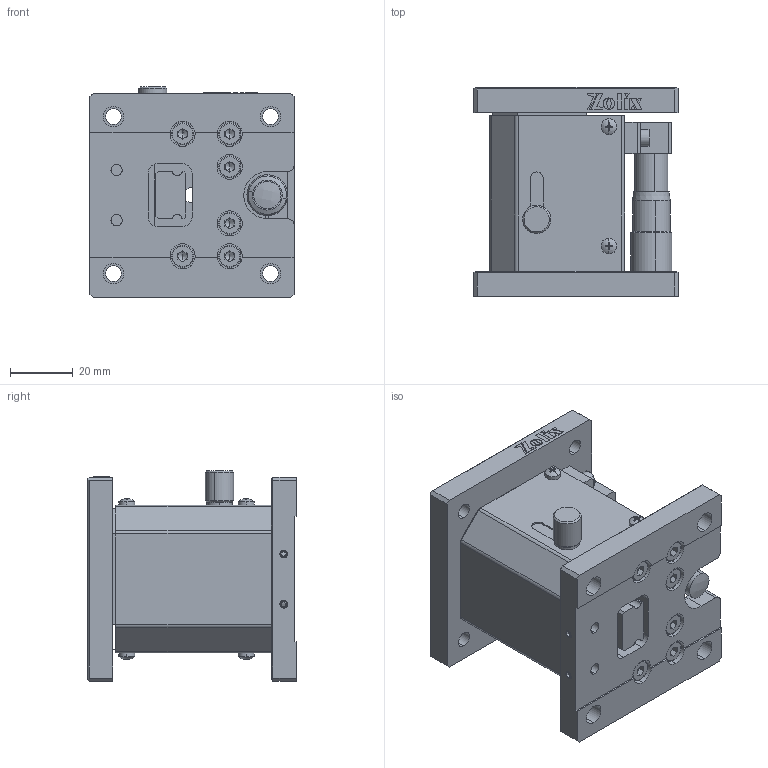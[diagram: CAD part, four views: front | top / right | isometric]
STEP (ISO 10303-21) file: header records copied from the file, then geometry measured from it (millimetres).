
FILE_DESCRIPTION (( 'STEP AP203' ), '1' );
FILE_NAME ('AKV13A-65Z£¨AP203).STEP', '2019-10-28T01:35:50', ( '' ), ( '' ), 'SwSTEP 2.0', 'SolidWorks 2016', '' );
FILE_SCHEMA (( 'CONFIG_CONTROL_DESIGN' ));
Length unit declared in the file: millimetre
Products named in the file (1): AKV13A-65Z（AP203)
Bounding box: 65 x 66.5 x 67 mm (x, y, z)
Surface area: 41402.2 mm2 (no closed solid volume)
Topology: 0 solids, 49 shells, 584 faces, 1952 edges, 1329 vertices
Faces by surface type: plane 350, cylinder 134, cone 55, torus 36, sphere 8, bspline 1
Entity records: 21279 total; most frequent: CARTESIAN_POINT 4270, DIRECTION 3680, ORIENTED_EDGE 3039, EDGE_CURVE 1915, VERTEX_POINT 1329, VECTOR 1242, LINE 1242, AXIS2_PLACEMENT_3D 1219
